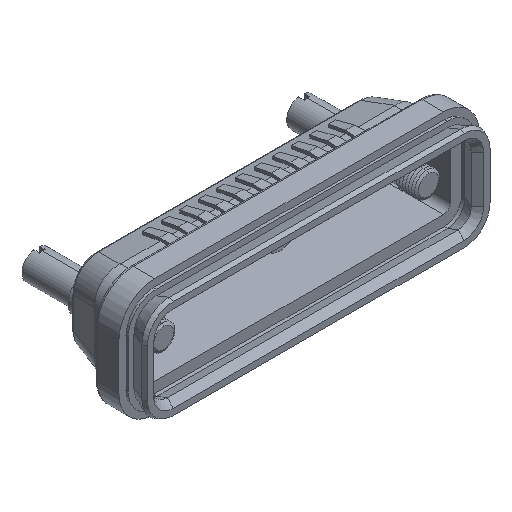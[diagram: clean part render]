
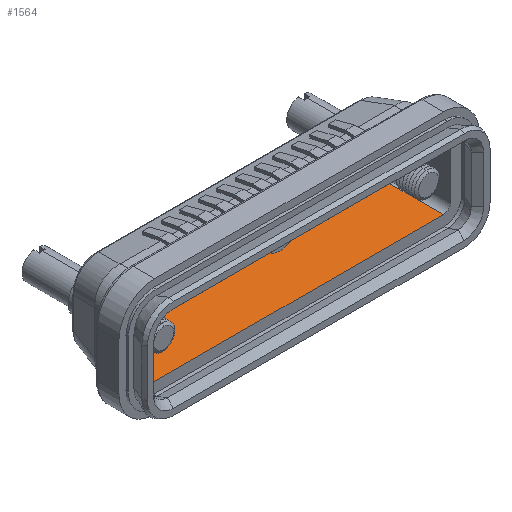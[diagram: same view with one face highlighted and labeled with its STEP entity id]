
A CAD part, isometric view. The second image highlights one B-rep face of the part: STEP entity #1564.
In plain terms, the highlighted planar face has unit normal (0, 0, 1).
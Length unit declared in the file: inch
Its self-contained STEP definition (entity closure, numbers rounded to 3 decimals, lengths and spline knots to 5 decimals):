
#902 = VERTEX_POINT ( 'NONE', #4908 ) ;
#919 = EDGE_CURVE ( 'NONE', #902, #922, #4920, .T. ) ;
#922 = VERTEX_POINT ( 'NONE', #4976 ) ;
#1563 = EDGE_CURVE ( 'NONE', #2113, #2693, #10055, .T. ) ;
#1564 = ADVANCED_FACE ( 'NONE', ( #10051 ), #10033, .F. ) ;
#1565 = EDGE_LOOP ( 'NONE', ( #1566, #1567, #1568, #1569 ) ) ;
#1566 = ORIENTED_EDGE ( 'NONE', *, *, #2775, .T. ) ;
#1567 = ORIENTED_EDGE ( 'NONE', *, *, #1563, .F. ) ;
#1568 = ORIENTED_EDGE ( 'NONE', *, *, #2112, .F. ) ;
#1569 = ORIENTED_EDGE ( 'NONE', *, *, #919, .T. ) ;
#2112 = EDGE_CURVE ( 'NONE', #902, #2113, #11138, .T. ) ;
#2113 = VERTEX_POINT ( 'NONE', #11134 ) ;
#2693 = VERTEX_POINT ( 'NONE', #12247 ) ;
#2775 = EDGE_CURVE ( 'NONE', #922, #2693, #12386, .T. ) ;
#4908 = CARTESIAN_POINT ( 'NONE',  ( -1.00998, 0.41, -0.21102 ) ) ;
#4917 = DIRECTION ( 'NONE',  ( 0., -1., 0. ) ) ;
#4918 = VECTOR ( 'NONE', #4917, 39.37008 ) ;
#4919 = CARTESIAN_POINT ( 'NONE',  ( -1.00998, 0.41, -0.21102 ) ) ;
#4920 = LINE ( 'NONE', #4919, #4918 ) ;
#4976 = CARTESIAN_POINT ( 'NONE',  ( -1.00998, 0., -0.21102 ) ) ;
#10029 = CARTESIAN_POINT ( 'NONE',  ( 1.01002, 0.41, -0.21095 ) ) ;
#10030 = AXIS2_PLACEMENT_3D ( 'NONE', #10029, #10080, #10079 ) ;
#10033 = PLANE ( 'NONE',  #10030 ) ;
#10051 = FACE_OUTER_BOUND ( 'NONE', #1565, .T. ) ;
#10052 = DIRECTION ( 'NONE',  ( 0., -1., 0. ) ) ;
#10053 = VECTOR ( 'NONE', #10052, 39.37008 ) ;
#10054 = CARTESIAN_POINT ( 'NONE',  ( 1.01002, 0.41, -0.21095 ) ) ;
#10055 = LINE ( 'NONE', #10054, #10053 ) ;
#10079 = DIRECTION ( 'NONE',  ( -1., 0., 0. ) ) ;
#10080 = DIRECTION ( 'NONE',  ( 0., 0., -1. ) ) ;
#11134 = CARTESIAN_POINT ( 'NONE',  ( 1.01002, 0.41, -0.21095 ) ) ;
#11135 = DIRECTION ( 'NONE',  ( 1., 0., 0. ) ) ;
#11136 = VECTOR ( 'NONE', #11135, 39.37008 ) ;
#11137 = CARTESIAN_POINT ( 'NONE',  ( 1.01002, 0.41, -0.21095 ) ) ;
#11138 = LINE ( 'NONE', #11137, #11136 ) ;
#12247 = CARTESIAN_POINT ( 'NONE',  ( 1.01002, 0., -0.21095 ) ) ;
#12383 = DIRECTION ( 'NONE',  ( 1., 0., 0. ) ) ;
#12384 = VECTOR ( 'NONE', #12383, 39.37008 ) ;
#12385 = CARTESIAN_POINT ( 'NONE',  ( 1.01002, 0., -0.21095 ) ) ;
#12386 = LINE ( 'NONE', #12385, #12384 ) ;
